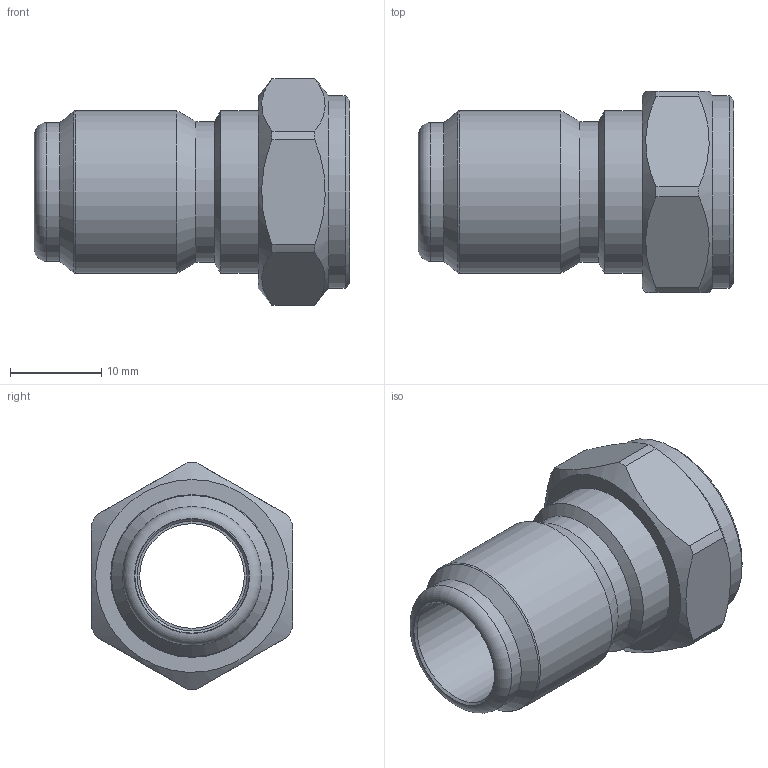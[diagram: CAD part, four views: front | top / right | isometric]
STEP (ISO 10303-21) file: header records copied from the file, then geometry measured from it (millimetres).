
FILE_DESCRIPTION(/* description */ ('Unknown'),/* implementation_level */ '2;1');
FILE_NAME(/* name */ '040005465',/* time_stamp */ '2022-07-11T08:57:09+02:00',/* author */ ('Unknown'),/* organization */ ('Unknown'),/* preprocessor_version */ 'ST-DEVELOPER v18.102',/* originating_system */ 'Solid Edge',/* authorisation */ 'Unknown');
FILE_SCHEMA (('AUTOMOTIVE_DESIGN {1 0 10303 214 3 1 1}'));
Length unit declared in the file: millimetre
Products named in the file (1): 04-5465_4_Stecker_G1_4
Bounding box: 34.5 x 22 x 24.8 mm (x, y, z)
Volume: 5824.8 mm3; surface area: 3813.2 mm2
Topology: 1 solids, 1 shells, 34 faces, 81 edges, 51 vertices
Faces by surface type: cylinder 14, plane 10, cone 8, torus 2
Full cylindrical faces by diameter (mm): 11.445 x2, 12 x1, 15.2 x1, 15.4 x1, 17.8 x2, 21.1 x1
Entity records: 924 total; most frequent: CARTESIAN_POINT 209, DIRECTION 148, ORIENTED_EDGE 114, AXIS2_PLACEMENT_3D 68, EDGE_CURVE 57, EDGE_LOOP 56, FACE_BOUND 56, VERTEX_POINT 45
